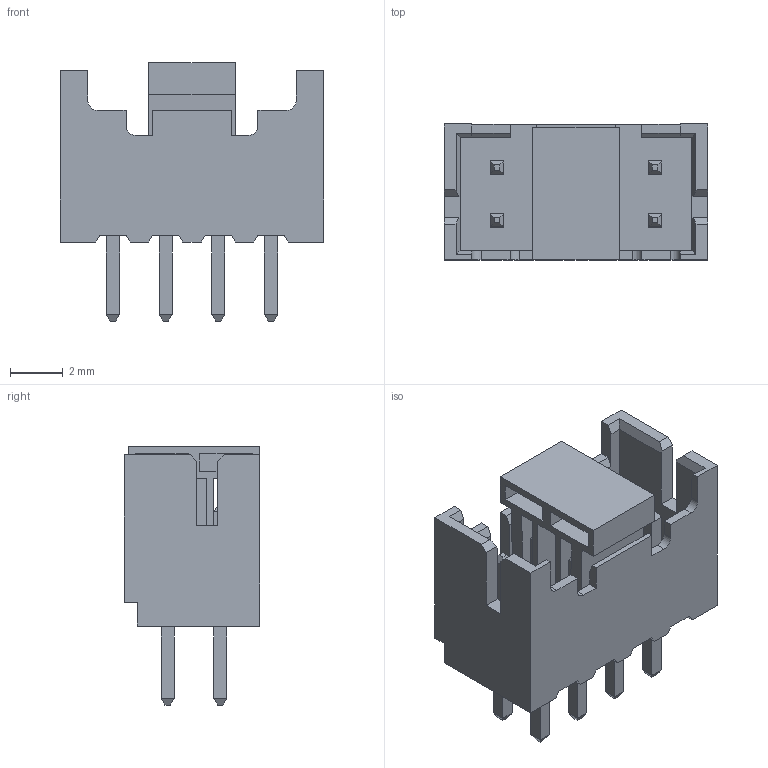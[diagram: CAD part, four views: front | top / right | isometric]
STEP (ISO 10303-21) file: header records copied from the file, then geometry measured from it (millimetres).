
FILE_DESCRIPTION((''),'2;1');
FILE_NAME('PRT0010','2022-12-13T',('k94269'),(''),'PRO/ENGINEER BY PARAMETRIC TECHNOLOGY CORPORATION, 2015070','PRO/ENGINEER BY PARAMETRIC TECHNOLOGY CORPORATION, 2015070','');
FILE_SCHEMA(('CONFIG_CONTROL_DESIGN'));
Length unit declared in the file: millimetre
Products named in the file (1): PRT0010
Bounding box: 10 x 5.15 x 9.8 mm (x, y, z)
Volume: 169.6 mm3; surface area: 645.9 mm2
Topology: 1 solids, 1 shells, 315 faces, 874 edges, 562 vertices
Faces by surface type: plane 311, cylinder 4
Entity records: 9887 total; most frequent: CARTESIAN_POINT 1745, ORIENTED_EDGE 1716, DIRECTION 1548, EDGE_CURVE 858, VECTOR 850, LINE 850, VERTEX_POINT 546, AXIS2_PLACEMENT_3D 349
